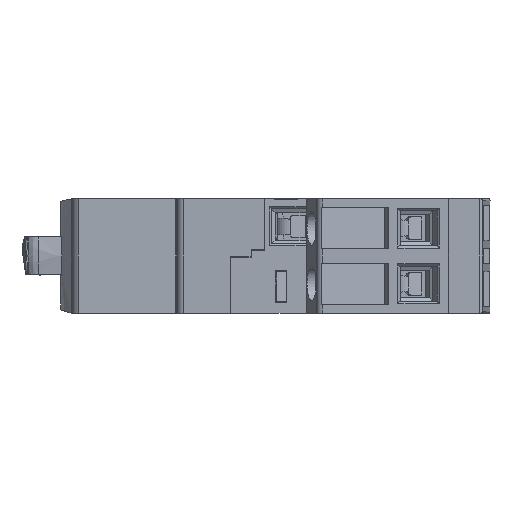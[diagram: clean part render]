
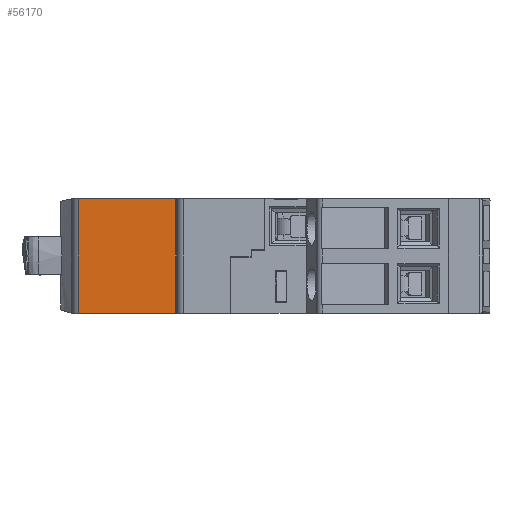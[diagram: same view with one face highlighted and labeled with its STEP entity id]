
A CAD part, left-side view. The second image highlights one B-rep face of the part: STEP entity #56170.
In plain terms, the highlighted face is planar.
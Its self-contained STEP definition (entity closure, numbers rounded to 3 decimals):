
#51317=DIRECTION('',(-0.01,0.,1.));
#51318=VECTOR('',#51317,15.176);
#51319=CARTESIAN_POINT('',(-38.566,68.,-25.246));
#51320=LINE('',#51319,#51318);
#51409=DIRECTION('',(0.01,0.,-1.));
#51410=VECTOR('',#51409,15.176);
#51411=CARTESIAN_POINT('',(-38.725,50.,-10.07));
#51412=LINE('',#51411,#51410);
#52145=DIRECTION('',(0.,1.,0.));
#52146=VECTOR('',#52145,18.);
#52147=CARTESIAN_POINT('',(-38.566,50.,-25.246));
#52148=LINE('',#52147,#52146);
#54614=DIRECTION('',(0.,-1.,0.));
#54615=VECTOR('',#54614,18.);
#54616=CARTESIAN_POINT('',(-38.725,68.,-10.07));
#54617=LINE('',#54616,#54615);
#54852=CARTESIAN_POINT('',(-38.566,68.,-25.246));
#54853=CARTESIAN_POINT('',(-38.725,68.,-10.07));
#54854=VERTEX_POINT('',#54852);
#54855=VERTEX_POINT('',#54853);
#54906=CARTESIAN_POINT('',(-38.725,50.,-10.07));
#54907=CARTESIAN_POINT('',(-38.566,50.,-25.246));
#54908=VERTEX_POINT('',#54906);
#54909=VERTEX_POINT('',#54907);
#56156=CARTESIAN_POINT('',(-38.738,50.,-8.778));
#56157=DIRECTION('',(1.,0.,0.01));
#56158=DIRECTION('',(0.01,0.,-1.));
#56159=AXIS2_PLACEMENT_3D('',#56156,#56157,#56158);
#56160=PLANE('',#56159);
#56162=ORIENTED_EDGE('',*,*,#56161,.F.);
#56164=ORIENTED_EDGE('',*,*,#56163,.F.);
#56165=ORIENTED_EDGE('',*,*,#56088,.F.);
#56167=ORIENTED_EDGE('',*,*,#56166,.F.);
#56168=EDGE_LOOP('',(#56162,#56164,#56165,#56167));
#56169=FACE_OUTER_BOUND('',#56168,.F.);
#56170=ADVANCED_FACE('',(#56169),#56160,.T.);
#56088=EDGE_CURVE('',#54854,#54855,#51320,.T.);
#56161=EDGE_CURVE('',#54908,#54909,#51412,.T.);
#56163=EDGE_CURVE('',#54855,#54908,#54617,.T.);
#56166=EDGE_CURVE('',#54909,#54854,#52148,.T.);
